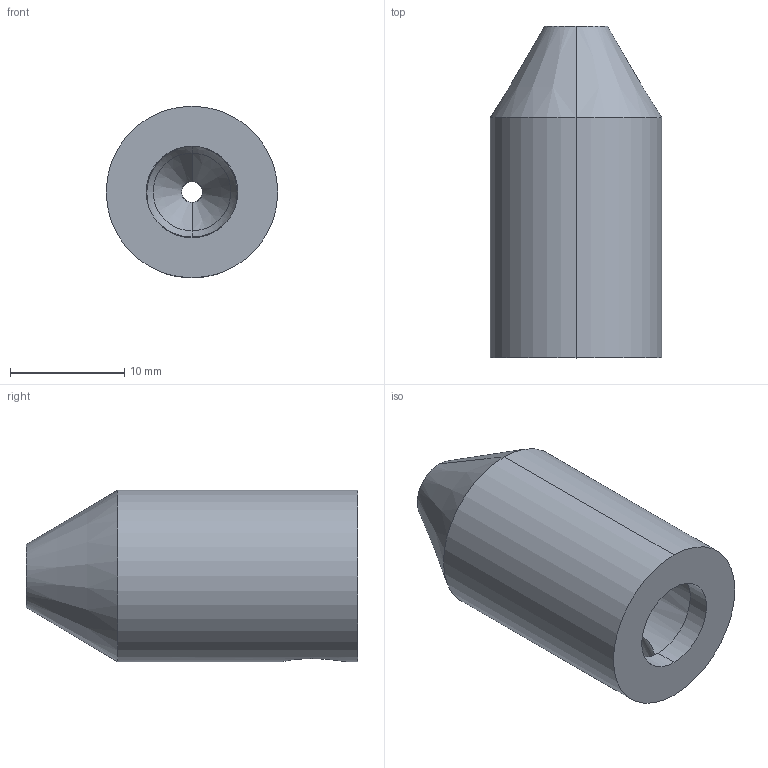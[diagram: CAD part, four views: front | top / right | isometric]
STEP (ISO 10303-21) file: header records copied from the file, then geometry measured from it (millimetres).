
FILE_DESCRIPTION (( 'STEP AP214' ), '1' );
FILE_NAME ('water_nozzle.STEP', '2024-12-23T12:53:36', ( '' ), ( '' ), 'SwSTEP 2.0', 'SolidWorks 2021', '' );
FILE_SCHEMA (( 'AUTOMOTIVE_DESIGN' ));
Length unit declared in the file: millimetre
Products named in the file (1): water_nozzle
Bounding box: 15 x 29 x 15 mm (x, y, z)
Volume: 2401.1 mm3; surface area: 2432.5 mm2
Topology: 1 solids, 1 shells, 66 faces, 163 edges, 98 vertices
Faces by surface type: plane 30, cylinder 20, torus 6, bspline 6, cone 4
Entity records: 2329 total; most frequent: CARTESIAN_POINT 742, DIRECTION 333, ORIENTED_EDGE 326, EDGE_CURVE 163, AXIS2_PLACEMENT_3D 131, VERTEX_POINT 98, LINE 71, VECTOR 71
